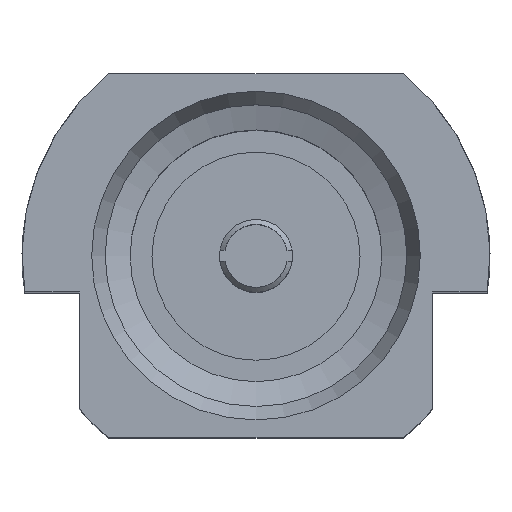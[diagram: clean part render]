
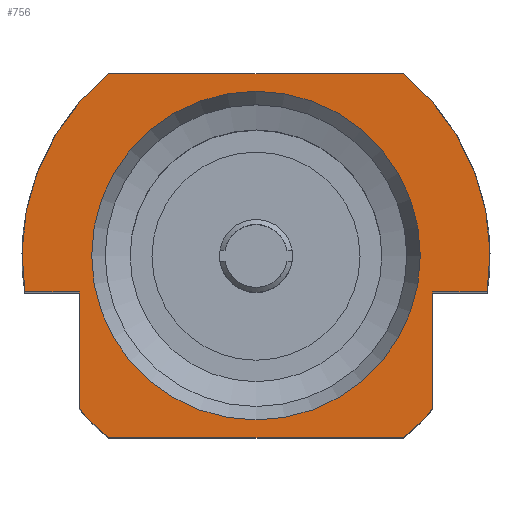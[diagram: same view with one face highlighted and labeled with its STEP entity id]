
A CAD part, top view. The second image highlights one B-rep face of the part: STEP entity #756.
In plain terms, the highlighted planar face has unit normal (0, 0, 1).
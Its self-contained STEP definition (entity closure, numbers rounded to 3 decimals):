
#28=FACE_BOUND('',#120,.T.);
#43=PLANE('',#836);
#74=FACE_OUTER_BOUND('',#119,.T.);
#119=EDGE_LOOP('',(#532,#533,#534,#535,#536,#537,#538,#539,#540,#541));
#120=EDGE_LOOP('',(#542));
#164=LINE('',#1220,#214);
#165=LINE('',#1224,#215);
#166=LINE('',#1226,#216);
#167=LINE('',#1230,#217);
#168=LINE('',#1234,#218);
#169=LINE('',#1235,#219);
#214=VECTOR('',#989,1000.);
#215=VECTOR('',#992,1000.);
#216=VECTOR('',#993,1000.);
#217=VECTOR('',#996,1000.);
#218=VECTOR('',#999,1000.);
#219=VECTOR('',#1000,1000.);
#268=CIRCLE('',#829,1.58);
#273=CIRCLE('',#837,2.25);
#274=CIRCLE('',#838,2.25);
#275=CIRCLE('',#839,2.25);
#276=CIRCLE('',#840,2.25);
#312=VERTEX_POINT('',#1194);
#321=VERTEX_POINT('',#1216);
#322=VERTEX_POINT('',#1217);
#323=VERTEX_POINT('',#1219);
#324=VERTEX_POINT('',#1221);
#325=VERTEX_POINT('',#1223);
#326=VERTEX_POINT('',#1225);
#327=VERTEX_POINT('',#1227);
#328=VERTEX_POINT('',#1229);
#329=VERTEX_POINT('',#1231);
#330=VERTEX_POINT('',#1233);
#392=EDGE_CURVE('',#312,#312,#268,.T.);
#401=EDGE_CURVE('',#321,#322,#273,.T.);
#402=EDGE_CURVE('',#323,#321,#164,.T.);
#403=EDGE_CURVE('',#324,#323,#274,.T.);
#404=EDGE_CURVE('',#325,#324,#165,.T.);
#405=EDGE_CURVE('',#326,#325,#166,.T.);
#406=EDGE_CURVE('',#327,#326,#275,.T.);
#407=EDGE_CURVE('',#328,#327,#167,.T.);
#408=EDGE_CURVE('',#329,#328,#276,.T.);
#409=EDGE_CURVE('',#330,#329,#168,.T.);
#410=EDGE_CURVE('',#322,#330,#169,.T.);
#532=ORIENTED_EDGE('',*,*,#401,.F.);
#533=ORIENTED_EDGE('',*,*,#402,.F.);
#534=ORIENTED_EDGE('',*,*,#403,.F.);
#535=ORIENTED_EDGE('',*,*,#404,.F.);
#536=ORIENTED_EDGE('',*,*,#405,.F.);
#537=ORIENTED_EDGE('',*,*,#406,.F.);
#538=ORIENTED_EDGE('',*,*,#407,.F.);
#539=ORIENTED_EDGE('',*,*,#408,.F.);
#540=ORIENTED_EDGE('',*,*,#409,.F.);
#541=ORIENTED_EDGE('',*,*,#410,.F.);
#542=ORIENTED_EDGE('',*,*,#392,.T.);
#756=ADVANCED_FACE('',(#74,#28),#43,.F.);
#829=AXIS2_PLACEMENT_3D('',#1196,#967,#968);
#836=AXIS2_PLACEMENT_3D('',#1215,#985,#986);
#837=AXIS2_PLACEMENT_3D('',#1218,#987,#988);
#838=AXIS2_PLACEMENT_3D('',#1222,#990,#991);
#839=AXIS2_PLACEMENT_3D('',#1228,#994,#995);
#840=AXIS2_PLACEMENT_3D('',#1232,#997,#998);
#967=DIRECTION('center_axis',(0.,0.,-1.));
#968=DIRECTION('ref_axis',(0.,1.,0.));
#985=DIRECTION('center_axis',(0.,0.,-1.));
#986=DIRECTION('ref_axis',(-1.,0.,0.));
#987=DIRECTION('center_axis',(0.,0.,-1.));
#988=DIRECTION('ref_axis',(-1.,0.,0.));
#989=DIRECTION('',(1.,0.,0.));
#990=DIRECTION('center_axis',(0.,0.,-1.));
#991=DIRECTION('ref_axis',(1.,0.,0.));
#992=DIRECTION('',(-1.,0.,0.));
#993=DIRECTION('',(0.,1.,0.));
#994=DIRECTION('center_axis',(0.,0.,-1.));
#995=DIRECTION('ref_axis',(1.,0.,0.));
#996=DIRECTION('',(-1.,0.,0.));
#997=DIRECTION('center_axis',(0.,0.,-1.));
#998=DIRECTION('ref_axis',(1.,0.,0.));
#999=DIRECTION('',(0.,-1.,0.));
#1000=DIRECTION('',(-1.,0.,0.));
#1194=CARTESIAN_POINT('',(0.,1.58,4.5));
#1196=CARTESIAN_POINT('Origin',(0.,0.,4.5));
#1215=CARTESIAN_POINT('Origin',(0.,0.,4.5));
#1216=CARTESIAN_POINT('',(1.414,1.75,4.5));
#1217=CARTESIAN_POINT('',(2.223,-0.35,4.5));
#1218=CARTESIAN_POINT('Origin',(0.,0.,4.5));
#1219=CARTESIAN_POINT('',(-1.414,1.75,4.5));
#1220=CARTESIAN_POINT('',(-1.414,1.75,4.5));
#1221=CARTESIAN_POINT('',(-2.223,-0.35,4.5));
#1222=CARTESIAN_POINT('Origin',(0.,0.,4.5));
#1223=CARTESIAN_POINT('',(-1.7,-0.35,4.5));
#1224=CARTESIAN_POINT('',(-1.7,-0.35,4.5));
#1225=CARTESIAN_POINT('',(-1.7,-1.474,4.5));
#1226=CARTESIAN_POINT('',(-1.7,-1.474,4.5));
#1227=CARTESIAN_POINT('',(-1.414,-1.75,4.5));
#1228=CARTESIAN_POINT('Origin',(0.,0.,4.5));
#1229=CARTESIAN_POINT('',(1.414,-1.75,4.5));
#1230=CARTESIAN_POINT('',(1.414,-1.75,4.5));
#1231=CARTESIAN_POINT('',(1.7,-1.474,4.5));
#1232=CARTESIAN_POINT('Origin',(0.,0.,4.5));
#1233=CARTESIAN_POINT('',(1.7,-0.35,4.5));
#1234=CARTESIAN_POINT('',(1.7,-0.35,4.5));
#1235=CARTESIAN_POINT('',(2.223,-0.35,4.5));
